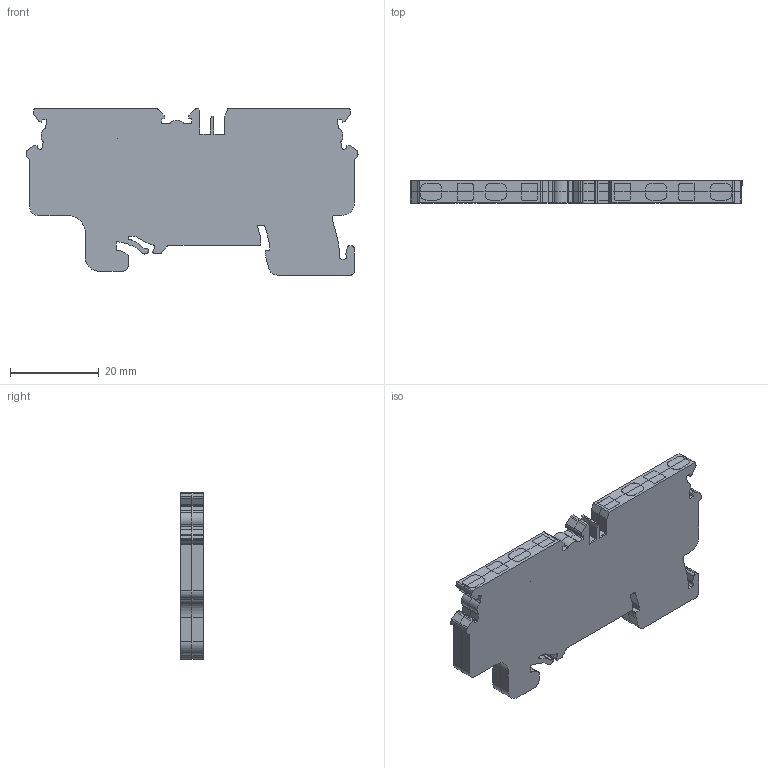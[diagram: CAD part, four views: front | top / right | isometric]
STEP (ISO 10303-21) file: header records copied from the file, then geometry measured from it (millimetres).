
FILE_DESCRIPTION (( 'STEP AP214' ), '1' );
FILE_NAME ('CX2.5_4PE.STEP', '2024-11-20T07:55:23', ( '' ), ( '' ), 'SwSTEP 2.0', 'SolidWorks 2022', '' );
FILE_SCHEMA (( 'AUTOMOTIVE_DESIGN' ));
Length unit declared in the file: millimetre
Products named in the file (1): CX2.5_4PE
Bounding box: 74.7 x 5 x 37.4 mm (x, y, z)
Volume: 11040.1 mm3; surface area: 10377.3 mm2
Topology: 2 solids, 2 shells, 481 faces, 1431 edges, 955 vertices
Faces by surface type: plane 262, cylinder 218, bspline 1
Entity records: 16494 total; most frequent: CARTESIAN_POINT 2881, ORIENTED_EDGE 2862, DIRECTION 2827, EDGE_CURVE 1431, VECTOR 993, LINE 993, VERTEX_POINT 955, AXIS2_PLACEMENT_3D 917
